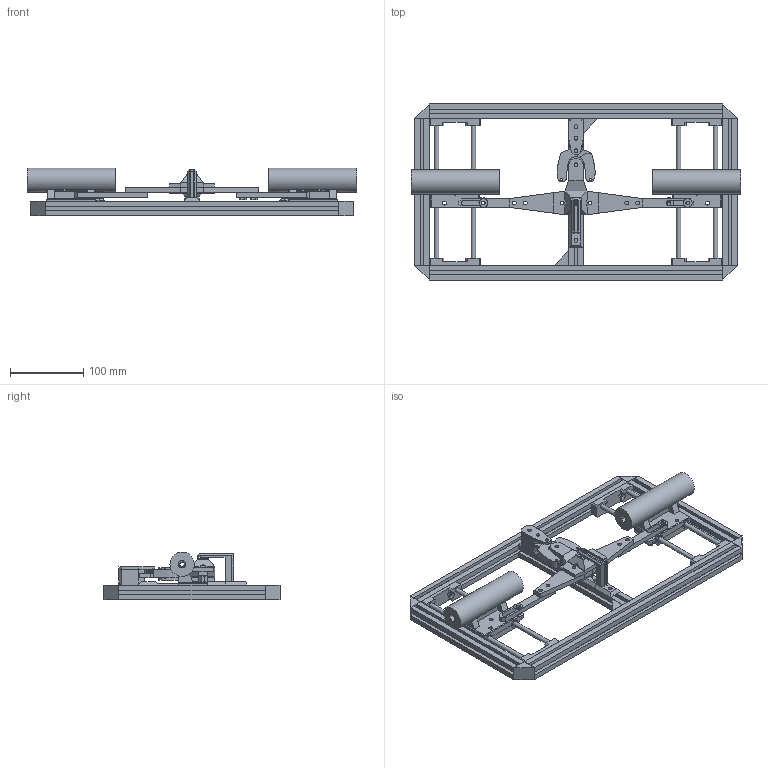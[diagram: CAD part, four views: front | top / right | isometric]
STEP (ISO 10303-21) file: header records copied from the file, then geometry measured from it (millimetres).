
FILE_DESCRIPTION(/* description */ (''),/* implementation_level */ '2;1');
FILE_NAME(/* name */ 'all pieces.step',/* time_stamp */ '2021-03-10T17:07:26+01:00',/* author */ (''),/* organization */ (''),/* preprocessor_version */ 'ST-DEVELOPER v18.1',/* originating_system */ 'Autodesk Translation Framework v9.10.0.1330',/* authorisation */ '');
FILE_SCHEMA (('AUTOMOTIVE_DESIGN { 1 0 10303 214 3 1 1 }'));
Length unit declared in the file: millimetre
Products named in the file (8): Steering bracket; Rod brackets v3; Component3; Peddals v10; Pedal sled v8; Component11; Peddals v10(Mirror); Pedal sled v8(Mirror)
Assembly tree (7 placements, depth 3):
  Steering bracket
    Rod brackets v3
      Component3
    Peddals v10
    Pedal sled v8
      Component11
    Peddals v10(Mirror)
    Pedal sled v8(Mirror)
Bounding box: 449.71 x 240 x 65.03 mm (x, y, z)
Volume: 886587.5 mm3; surface area: 362246.3 mm2
Topology: 59 solids, 60 shells, 953 faces, 2341 edges, 1546 vertices
Faces by surface type: plane 758, cylinder 179, bspline 14, cone 2
Full cylindrical faces by diameter (mm): 2.5 x4, 3.15 x16, 3.2 x2, 5.15 x35, 5.2 x17, 6.2 x22, 7 x6, 7.85 x2, 8 x2, 10 x2, 12 x5, 13 x1, 14 x1, 21.5 x1, 22 x1, 22.3 x1, 33 x2
Entity records: 29156 total; most frequent: CARTESIAN_POINT 5835, ORIENTED_EDGE 4682, DIRECTION 4583, EDGE_CURVE 2343, LINE 1923, VECTOR 1923, VERTEX_POINT 1546, AXIS2_PLACEMENT_3D 1330
